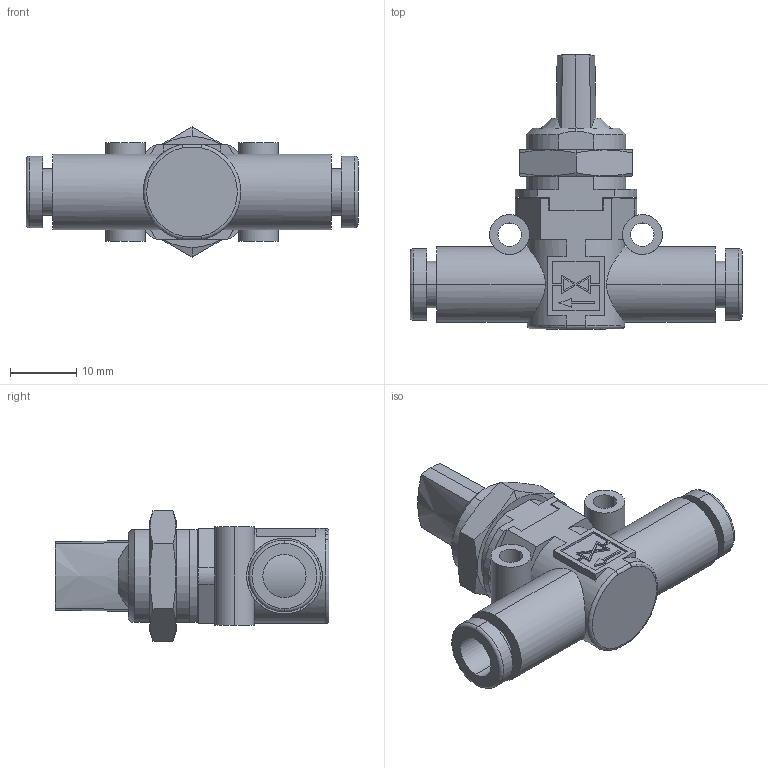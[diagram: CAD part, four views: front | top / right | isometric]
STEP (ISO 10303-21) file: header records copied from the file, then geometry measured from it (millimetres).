
FILE_DESCRIPTION (( 'STEP AP203' ), '1' );
FILE_NAME ('HVU14-2.step', '2016-02-15T19:53:57', ( '' ), ( '' ), 'SwSTEP 2.0', 'SolidWorks 2015', '' );
FILE_SCHEMA (( 'CONFIG_CONTROL_DESIGN' ));
Length unit declared in the file: millimetre
Products named in the file (1): HVU14-2
Bounding box: 50 x 41.25 x 19.63 mm (x, y, z)
Volume: 8897.6 mm3; surface area: 6710.7 mm2
Topology: 4 solids, 4 shells, 179 faces, 456 edges, 300 vertices
Faces by surface type: plane 110, cylinder 49, cone 14, torus 6
Entity records: 6067 total; most frequent: CARTESIAN_POINT 1642, ORIENTED_EDGE 912, DIRECTION 872, EDGE_CURVE 456, VERTEX_POINT 300, AXIS2_PLACEMENT_3D 292, VECTOR 288, LINE 288
